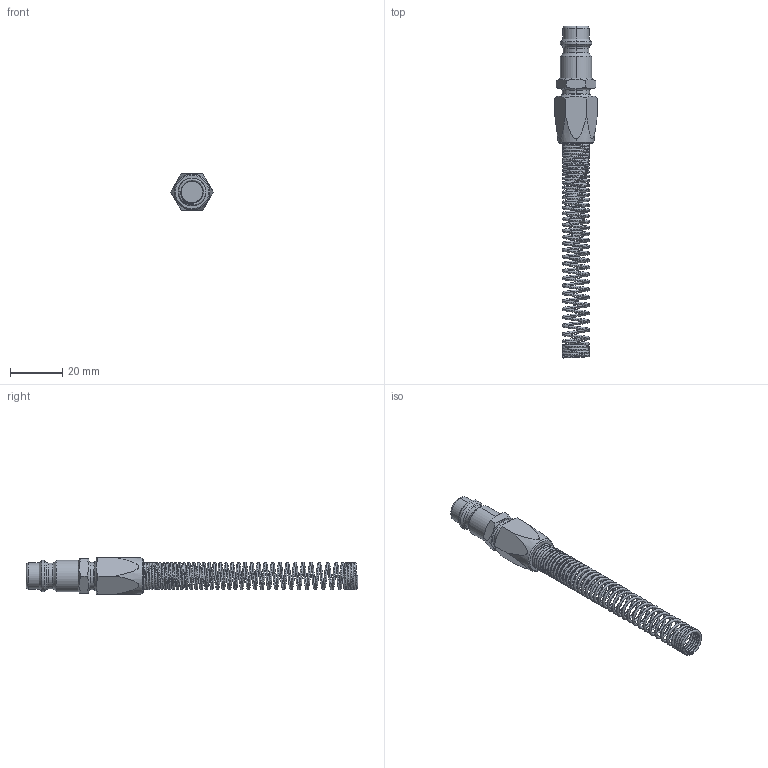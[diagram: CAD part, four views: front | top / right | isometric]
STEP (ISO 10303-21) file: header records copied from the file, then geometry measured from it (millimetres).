
FILE_DESCRIPTION (( 'STEP AP203' ), '1' );
FILE_NAME ('07261440.STEP', '2011-07-18T14:10:11', ( 'SP' ), ( 'sopra-pneumatic' ), 'SwSTEP 2.0', 'SolidWorks 2011', '' );
FILE_SCHEMA (( 'CONFIG_CONTROL_DESIGN' ));
Length unit declared in the file: millimetre
Products named in the file (1): 07261440
Bounding box: 16.17 x 126.75 x 14 mm (x, y, z)
Volume: 5460.7 mm3; surface area: 6569.1 mm2
Topology: 1 solids, 1 shells, 62 faces, 138 edges, 82 vertices
Faces by surface type: cone 20, plane 18, cylinder 12, torus 10, bspline 2
Entity records: 21149 total; most frequent: CARTESIAN_POINT 19739, DIRECTION 278, ORIENTED_EDGE 276, EDGE_CURVE 138, AXIS2_PLACEMENT_3D 117, VERTEX_POINT 82, EDGE_LOOP 66, ADVANCED_FACE 62
